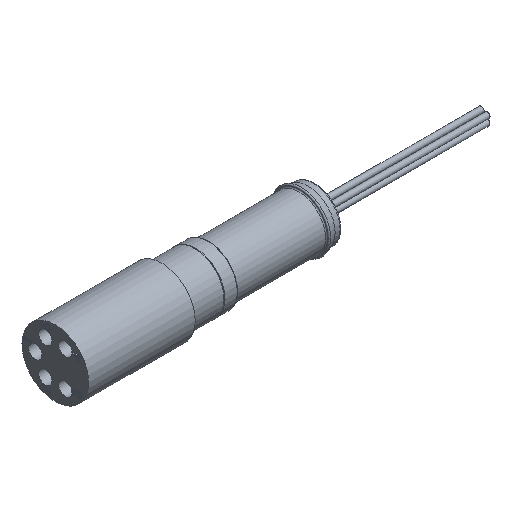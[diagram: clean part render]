
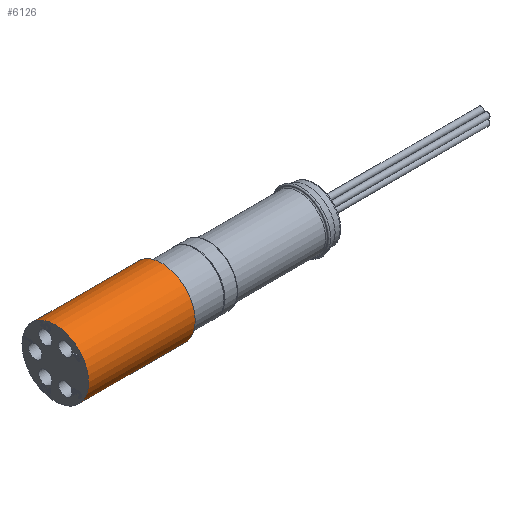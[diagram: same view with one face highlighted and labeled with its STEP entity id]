
A CAD part, isometric view. The second image highlights one B-rep face of the part: STEP entity #6126.
In plain terms, the highlighted cylindrical face has radius 7.938 mm (diameter 15.875 mm), a full revolution.
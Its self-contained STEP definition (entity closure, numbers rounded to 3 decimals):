
#661=FACE_OUTER_BOUND('',#978,.T.);
#978=EDGE_LOOP('',(#5064,#5065,#5066,#5067,#5068,#5069));
#1292=LINE('',#10310,#1638);
#1638=VECTOR('',#8489,7.938);
#2160=CIRCLE('',#6885,7.938);
#2161=CIRCLE('',#6886,7.938);
#2162=CIRCLE('',#6887,7.938);
#2163=CIRCLE('',#6888,7.938);
#2674=VERTEX_POINT('',#10306);
#2675=VERTEX_POINT('',#10307);
#2676=VERTEX_POINT('',#10309);
#2677=VERTEX_POINT('',#10311);
#3506=EDGE_CURVE('',#2674,#2675,#2160,.T.);
#3507=EDGE_CURVE('',#2675,#2676,#1292,.T.);
#3508=EDGE_CURVE('',#2677,#2676,#2161,.T.);
#3509=EDGE_CURVE('',#2676,#2677,#2162,.T.);
#3510=EDGE_CURVE('',#2675,#2674,#2163,.T.);
#5064=ORIENTED_EDGE('',*,*,#3506,.T.);
#5065=ORIENTED_EDGE('',*,*,#3507,.T.);
#5066=ORIENTED_EDGE('',*,*,#3508,.F.);
#5067=ORIENTED_EDGE('',*,*,#3509,.F.);
#5068=ORIENTED_EDGE('',*,*,#3507,.F.);
#5069=ORIENTED_EDGE('',*,*,#3510,.T.);
#5593=CYLINDRICAL_SURFACE('',#6884,7.938);
#6126=ADVANCED_FACE('',(#661),#5593,.T.);
#6884=AXIS2_PLACEMENT_3D('',#10305,#8485,#8486);
#6885=AXIS2_PLACEMENT_3D('',#10308,#8487,#8488);
#6886=AXIS2_PLACEMENT_3D('',#10312,#8490,#8491);
#6887=AXIS2_PLACEMENT_3D('',#10313,#8492,#8493);
#6888=AXIS2_PLACEMENT_3D('',#10314,#8494,#8495);
#8485=DIRECTION('center_axis',(1.,0.,0.));
#8486=DIRECTION('ref_axis',(0.,0.,-1.));
#8487=DIRECTION('center_axis',(-1.,0.,0.));
#8488=DIRECTION('ref_axis',(0.,0.,1.));
#8489=DIRECTION('',(-1.,0.,0.));
#8490=DIRECTION('center_axis',(-1.,0.,0.));
#8491=DIRECTION('ref_axis',(0.,0.,1.));
#8492=DIRECTION('center_axis',(-1.,0.,0.));
#8493=DIRECTION('ref_axis',(0.,0.,1.));
#8494=DIRECTION('center_axis',(-1.,0.,0.));
#8495=DIRECTION('ref_axis',(0.,0.,1.));
#10305=CARTESIAN_POINT('Origin',(-26.988,0.,0.));
#10306=CARTESIAN_POINT('',(-1.588,0.,-7.938));
#10307=CARTESIAN_POINT('',(-1.588,0.,7.938));
#10308=CARTESIAN_POINT('Origin',(-1.588,0.,0.));
#10309=CARTESIAN_POINT('',(-26.988,0.,7.938));
#10310=CARTESIAN_POINT('',(-26.988,0.,7.938));
#10311=CARTESIAN_POINT('',(-26.988,0.,-7.938));
#10312=CARTESIAN_POINT('Origin',(-26.988,0.,0.));
#10313=CARTESIAN_POINT('Origin',(-26.988,0.,0.));
#10314=CARTESIAN_POINT('Origin',(-1.588,0.,0.));
